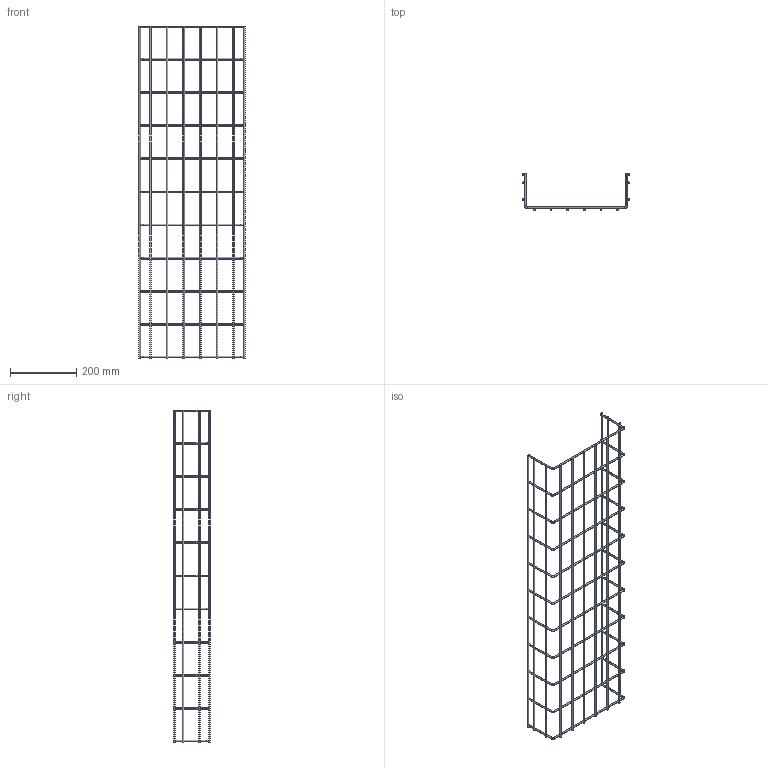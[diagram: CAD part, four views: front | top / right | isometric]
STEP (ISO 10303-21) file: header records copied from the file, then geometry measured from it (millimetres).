
FILE_DESCRIPTION (( 'STEP AP203' ), '1' );
FILE_NAME ('00406493.STEP', '2021-06-30T07:15:09', ( '' ), ( '' ), 'SwSTEP 2.0', 'SolidWorks 2020', '' );
FILE_SCHEMA (( 'CONFIG_CONTROL_DESIGN' ));
Length unit declared in the file: inch
Products named in the file (3): 00406493; Cable Tray Zinc 12inches W 4inches D; Cable Tray Zinc 12(120) inches L
Assembly tree (23 placements, depth 2):
  00406493
    Cable Tray Zinc 12inches W 4inches D  x11
    Cable Tray Zinc 12(120) inches L  x12
Bounding box: 320 x 110 x 1000 mm (x, y, z)
Volume: 344451.4 mm3; surface area: 276492.1 mm2
Topology: 23 solids, 23 shells, 180 faces, 336 edges, 202 vertices
Faces by surface type: cylinder 90, plane 46, torus 44
Entity records: 1387 total; most frequent: DIRECTION 128, CARTESIAN_POINT 102, CALENDAR_DATE 61, LOCAL_TIME 61, DATE_AND_TIME 61, COORDINATED_UNIVERSAL_TIME_OFFSET 61, ORIENTED_EDGE 60, AXIS2_PLACEMENT_3D 60
